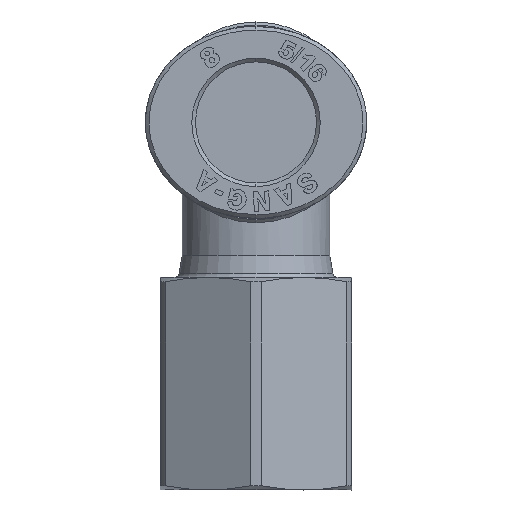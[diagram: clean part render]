
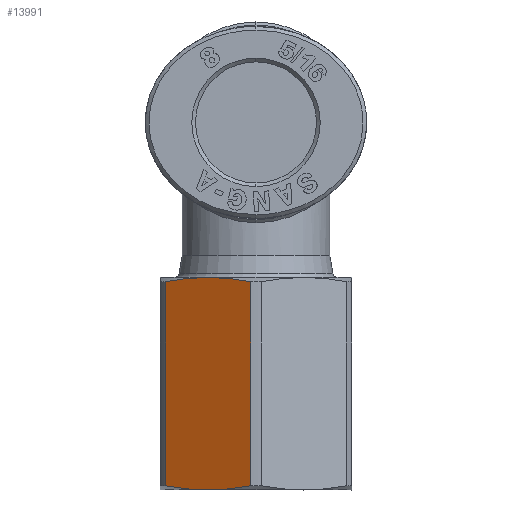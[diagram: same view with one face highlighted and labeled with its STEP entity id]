
A CAD part, left-side view. The second image highlights one B-rep face of the part: STEP entity #13991.
In plain terms, the highlighted planar face has unit normal (-0.866, 0.5, 0).
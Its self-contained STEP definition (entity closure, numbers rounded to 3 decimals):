
#201 = DIRECTION ( 'NONE',  ( -0.5, -0.866, 0. ) ) ;
#263 = CARTESIAN_POINT ( 'NONE',  ( -5.629, 3.25, -24.9 ) ) ;
#309 = DIRECTION ( 'NONE',  ( -0.866, 0.5, 0. ) ) ;
#828 = CARTESIAN_POINT ( 'NONE',  ( -7.29, 0.373, -24.609 ) ) ;
#860 = EDGE_CURVE ( 'NONE', #14419, #22645, #25196, .T. ) ;
#2204 = B_SPLINE_CURVE_WITH_KNOTS ( 'NONE', 3,
 ( #19055, #3262, #21419, #10037 ),
 .UNSPECIFIED., .F., .F.,
 ( 4, 4 ),
 ( 0., 0.003 ),
 .UNSPECIFIED. ) ;
#2451 = DIRECTION ( 'NONE',  ( 0., 0., -1. ) ) ;
#3262 = CARTESIAN_POINT ( 'NONE',  ( -4.518, 5.175, -24.791 ) ) ;
#4704 = VERTEX_POINT ( 'NONE', #263 ) ;
#6016 = EDGE_CURVE ( 'NONE', #16246, #24964, #7832, .T. ) ;
#6976 = CARTESIAN_POINT ( 'NONE',  ( -3.968, 6.127, -24.609 ) ) ;
#7122 = VECTOR ( 'NONE', #28594, 1000. ) ;
#7832 = LINE ( 'NONE', #28498, #7122 ) ;
#8062 = EDGE_CURVE ( 'NONE', #22645, #4704, #2204, .T. ) ;
#8346 = ORIENTED_EDGE ( 'NONE', *, *, #9612, .F. ) ;
#9464 = CARTESIAN_POINT ( 'NONE',  ( -6.74, 1.325, -10.609 ) ) ;
#9552 = CARTESIAN_POINT ( 'NONE',  ( -7.29, 0.373, -10.791 ) ) ;
#9612 = EDGE_CURVE ( 'NONE', #21866, #24964, #28086, .T. ) ;
#9849 = CARTESIAN_POINT ( 'NONE',  ( -5.629, 3.25, -24.9 ) ) ;
#10037 = CARTESIAN_POINT ( 'NONE',  ( -5.629, 3.25, -24.9 ) ) ;
#10123 = ORIENTED_EDGE ( 'NONE', *, *, #860, .T. ) ;
#10481 = ORIENTED_EDGE ( 'NONE', *, *, #6016, .T. ) ;
#11719 = AXIS2_PLACEMENT_3D ( 'NONE', #18263, #309, #201 ) ;
#12592 = CARTESIAN_POINT ( 'NONE',  ( -5.629, 3.25, -10.5 ) ) ;
#12813 = ORIENTED_EDGE ( 'NONE', *, *, #14463, .F. ) ;
#13804 = CARTESIAN_POINT ( 'NONE',  ( -5.629, 3.25, -10.5 ) ) ;
#13991 = ADVANCED_FACE ( 'NONE', ( #17693 ), #22093, .T. ) ;
#14419 = VERTEX_POINT ( 'NONE', #16888 ) ;
#14463 = EDGE_CURVE ( 'NONE', #14419, #21866, #23204, .T. ) ;
#14480 = CARTESIAN_POINT ( 'NONE',  ( -7.29, 0.373, -24.609 ) ) ;
#15032 = CARTESIAN_POINT ( 'NONE',  ( -3.968, 6.127, -10.791 ) ) ;
#15961 = ORIENTED_EDGE ( 'NONE', *, *, #8062, .T. ) ;
#16137 = CARTESIAN_POINT ( 'NONE',  ( -6.187, 2.283, -10.5 ) ) ;
#16246 = VERTEX_POINT ( 'NONE', #828 ) ;
#16888 = CARTESIAN_POINT ( 'NONE',  ( -3.968, 6.127, -10.791 ) ) ;
#17078 = EDGE_LOOP ( 'NONE', ( #15961, #20032, #10481, #8346, #12813, #10123 ) ) ;
#17693 = FACE_OUTER_BOUND ( 'NONE', #17078, .T. ) ;
#18263 = CARTESIAN_POINT ( 'NONE',  ( -7.506, 0., -24.9 ) ) ;
#18435 = EDGE_CURVE ( 'NONE', #4704, #16246, #22844, .T. ) ;
#19055 = CARTESIAN_POINT ( 'NONE',  ( -3.968, 6.127, -24.609 ) ) ;
#19637 = CARTESIAN_POINT ( 'NONE',  ( -5.071, 4.217, -10.5 ) ) ;
#20032 = ORIENTED_EDGE ( 'NONE', *, *, #18435, .T. ) ;
#21419 = CARTESIAN_POINT ( 'NONE',  ( -5.071, 4.217, -24.9 ) ) ;
#21866 = VERTEX_POINT ( 'NONE', #13804 ) ;
#22093 = PLANE ( 'NONE',  #11719 ) ;
#22381 = VECTOR ( 'NONE', #2451, 1000. ) ;
#22645 = VERTEX_POINT ( 'NONE', #6976 ) ;
#22844 = B_SPLINE_CURVE_WITH_KNOTS ( 'NONE', 3,
 ( #9849, #27869, #25717, #14480 ),
 .UNSPECIFIED., .F., .F.,
 ( 4, 4 ),
 ( 0., 0.003 ),
 .UNSPECIFIED. ) ;
#23204 = B_SPLINE_CURVE_WITH_KNOTS ( 'NONE', 3,
 ( #15032, #23900, #19637, #12592 ),
 .UNSPECIFIED., .F., .F.,
 ( 4, 4 ),
 ( 0., 0.003 ),
 .UNSPECIFIED. ) ;
#23900 = CARTESIAN_POINT ( 'NONE',  ( -4.518, 5.175, -10.609 ) ) ;
#24627 = CARTESIAN_POINT ( 'NONE',  ( -3.968, 6.127, -24.9 ) ) ;
#24964 = VERTEX_POINT ( 'NONE', #25515 ) ;
#25196 = LINE ( 'NONE', #24627, #22381 ) ;
#25515 = CARTESIAN_POINT ( 'NONE',  ( -7.29, 0.373, -10.791 ) ) ;
#25717 = CARTESIAN_POINT ( 'NONE',  ( -6.74, 1.325, -24.791 ) ) ;
#27312 = CARTESIAN_POINT ( 'NONE',  ( -5.629, 3.25, -10.5 ) ) ;
#27869 = CARTESIAN_POINT ( 'NONE',  ( -6.187, 2.283, -24.9 ) ) ;
#28086 = B_SPLINE_CURVE_WITH_KNOTS ( 'NONE', 3,
 ( #27312, #16137, #9464, #9552 ),
 .UNSPECIFIED., .F., .F.,
 ( 4, 4 ),
 ( 0., 0.003 ),
 .UNSPECIFIED. ) ;
#28498 = CARTESIAN_POINT ( 'NONE',  ( -7.29, 0.373, -24.9 ) ) ;
#28594 = DIRECTION ( 'NONE',  ( 0., 0., 1. ) ) ;
